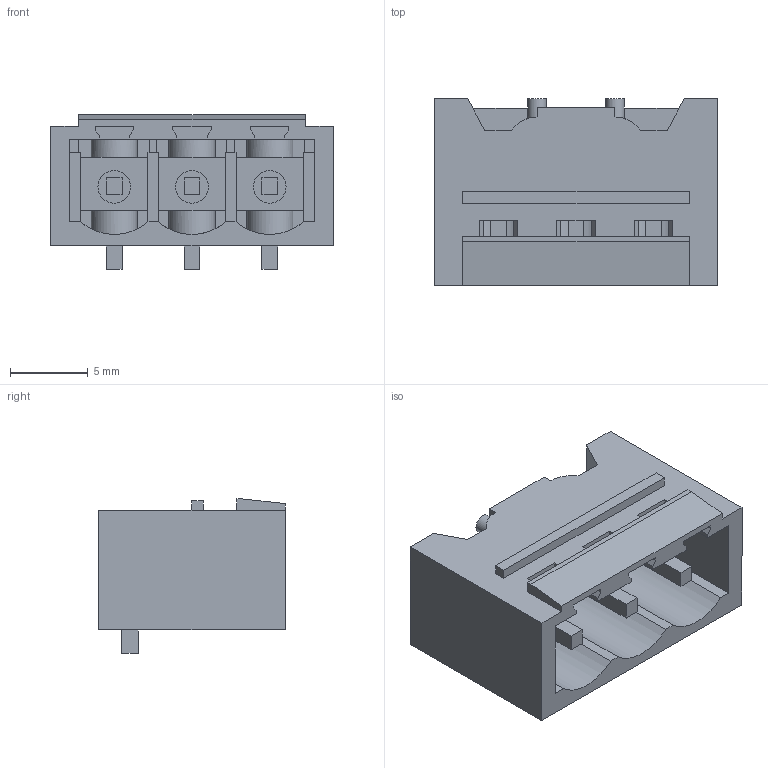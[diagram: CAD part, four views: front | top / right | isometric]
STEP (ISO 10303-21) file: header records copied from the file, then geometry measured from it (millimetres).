
FILE_DESCRIPTION(('CATIA V5 STEP Exchange','CAx-IF Rec.Pracs.--- Model Styling and Organization---1.2---2011-12-15'),'2;1');
FILE_NAME ('7592368_2_1797700000_1797700000.stp','2018-03-08T10:24:58+00:00',('none'),('Weidmueller'),'CATIA Version 5-6 Release 2014','CATIA V5 STEP AP214','none');
FILE_SCHEMA(('AUTOMOTIVE_DESIGN { 1 0 10303 214 1 1 1 1 }'));
Length unit declared in the file: millimetre
Products named in the file (1): 1797700000
Bounding box: 18.2 x 12 x 9.93 mm (x, y, z)
Volume: 775.5 mm3; surface area: 1694.7 mm2
Topology: 4 solids, 4 shells, 237 faces, 701 edges, 468 vertices
Faces by surface type: plane 210, cylinder 25, extrusion 2
Entity records: 7580 total; most frequent: CARTESIAN_POINT 1470, ORIENTED_EDGE 1402, DIRECTION 1031, EDGE_CURVE 701, VECTOR 607, LINE 605, VERTEX_POINT 468, AXIS2_PLACEMENT_3D 248
